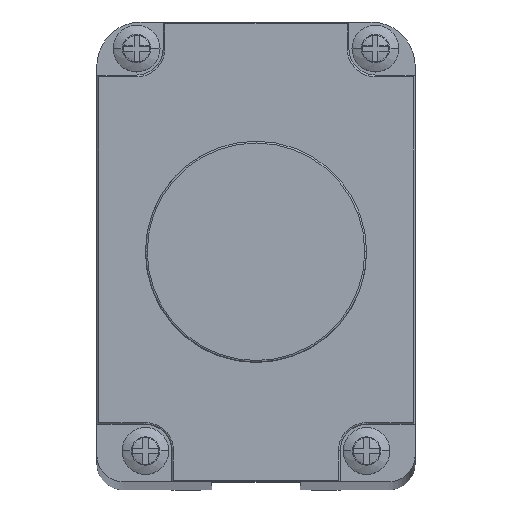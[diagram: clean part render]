
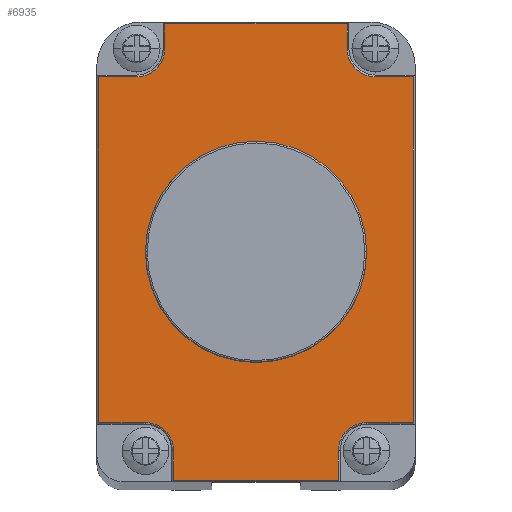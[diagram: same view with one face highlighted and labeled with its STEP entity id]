
A CAD part, top view. The second image highlights one B-rep face of the part: STEP entity #6935.
In plain terms, the highlighted planar face has unit normal (0, 0, 1).
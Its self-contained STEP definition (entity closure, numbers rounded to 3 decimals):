
#867=CARTESIAN_POINT('',(-8.22,49.3,-12.));
#868=DIRECTION('',(0.,0.,1.));
#869=DIRECTION('',(-1.,0.,0.));
#870=AXIS2_PLACEMENT_3D('',#867,#868,#869);
#872=CARTESIAN_POINT('',(-9.22,3.8,-12.));
#873=DIRECTION('',(0.,0.,1.));
#874=DIRECTION('',(0.,1.,0.));
#875=AXIS2_PLACEMENT_3D('',#872,#873,#874);
#877=CARTESIAN_POINT('',(-34.22,3.8,-12.));
#878=DIRECTION('',(0.,0.,1.));
#879=DIRECTION('',(1.,0.,0.));
#880=AXIS2_PLACEMENT_3D('',#877,#878,#879);
#882=CARTESIAN_POINT('',(-35.22,49.3,-12.));
#883=DIRECTION('',(0.,0.,1.));
#884=DIRECTION('',(0.,-1.,0.));
#885=AXIS2_PLACEMENT_3D('',#882,#883,#884);
#887=CARTESIAN_POINT('',(-21.72,26.3,-12.));
#888=DIRECTION('',(0.,0.,1.));
#889=DIRECTION('',(1.,0.,0.));
#890=AXIS2_PLACEMENT_3D('',#887,#888,#889);
#892=CARTESIAN_POINT('',(-21.72,26.3,-12.));
#893=DIRECTION('',(0.,0.,1.));
#894=DIRECTION('',(-1.,0.,0.));
#895=AXIS2_PLACEMENT_3D('',#892,#893,#894);
#901=DIRECTION('',(0.,1.,0.));
#902=VECTOR('',#901,2.8);
#903=CARTESIAN_POINT('',(-11.42,49.3,-12.));
#904=LINE('',#903,#902);
#956=DIRECTION('',(-1.,0.,0.));
#957=VECTOR('',#956,4.3);
#958=CARTESIAN_POINT('',(-3.92,46.1,-12.));
#959=LINE('',#958,#957);
#986=DIRECTION('',(0.,1.,0.));
#987=VECTOR('',#986,39.1);
#988=CARTESIAN_POINT('',(-3.92,7.,-12.));
#989=LINE('',#988,#987);
#994=DIRECTION('',(1.,0.,0.));
#995=VECTOR('',#994,5.3);
#996=CARTESIAN_POINT('',(-9.22,7.,-12.));
#997=LINE('',#996,#995);
#1049=DIRECTION('',(0.,1.,0.));
#1050=VECTOR('',#1049,3.3);
#1051=CARTESIAN_POINT('',(-12.42,0.5,-12.));
#1052=LINE('',#1051,#1050);
#1079=DIRECTION('',(1.,0.,0.));
#1080=VECTOR('',#1079,18.6);
#1081=CARTESIAN_POINT('',(-31.02,0.5,-12.));
#1082=LINE('',#1081,#1080);
#1087=DIRECTION('',(0.,-1.,0.));
#1088=VECTOR('',#1087,3.3);
#1089=CARTESIAN_POINT('',(-31.02,3.8,-12.));
#1090=LINE('',#1089,#1088);
#1142=DIRECTION('',(1.,0.,0.));
#1143=VECTOR('',#1142,5.3);
#1144=CARTESIAN_POINT('',(-39.52,7.,-12.));
#1145=LINE('',#1144,#1143);
#1172=DIRECTION('',(0.,-1.,0.));
#1173=VECTOR('',#1172,39.1);
#1174=CARTESIAN_POINT('',(-39.52,46.1,-12.));
#1175=LINE('',#1174,#1173);
#1180=DIRECTION('',(-1.,0.,0.));
#1181=VECTOR('',#1180,4.3);
#1182=CARTESIAN_POINT('',(-35.22,46.1,-12.));
#1183=LINE('',#1182,#1181);
#1785=DIRECTION('',(-1.,0.,0.));
#1786=VECTOR('',#1785,20.6);
#1787=CARTESIAN_POINT('',(-11.42,52.1,-12.));
#1788=LINE('',#1787,#1786);
#1789=DIRECTION('',(0.,-1.,0.));
#1790=VECTOR('',#1789,2.8);
#1791=CARTESIAN_POINT('',(-32.02,52.1,-12.));
#1792=LINE('',#1791,#1790);
#5143=CARTESIAN_POINT('',(-31.02,3.8,-12.));
#5144=CARTESIAN_POINT('',(-34.22,7.,-12.));
#5145=VERTEX_POINT('',#5143);
#5146=VERTEX_POINT('',#5144);
#5147=CARTESIAN_POINT('',(-11.42,49.3,-12.));
#5148=CARTESIAN_POINT('',(-11.42,52.1,-12.));
#5149=VERTEX_POINT('',#5147);
#5150=VERTEX_POINT('',#5148);
#5151=CARTESIAN_POINT('',(-8.22,46.1,-12.));
#5152=VERTEX_POINT('',#5151);
#5153=CARTESIAN_POINT('',(-3.92,46.1,-12.));
#5154=VERTEX_POINT('',#5153);
#5155=CARTESIAN_POINT('',(-3.92,7.,-12.));
#5156=VERTEX_POINT('',#5155);
#5157=CARTESIAN_POINT('',(-9.22,7.,-12.));
#5158=VERTEX_POINT('',#5157);
#5159=CARTESIAN_POINT('',(-12.42,3.8,-12.));
#5160=VERTEX_POINT('',#5159);
#5161=CARTESIAN_POINT('',(-12.42,0.5,-12.));
#5162=VERTEX_POINT('',#5161);
#5163=CARTESIAN_POINT('',(-31.02,0.5,-12.));
#5164=VERTEX_POINT('',#5163);
#5165=CARTESIAN_POINT('',(-39.52,7.,-12.));
#5166=VERTEX_POINT('',#5165);
#5167=CARTESIAN_POINT('',(-39.52,46.1,-12.));
#5168=VERTEX_POINT('',#5167);
#5169=CARTESIAN_POINT('',(-35.22,46.1,-12.));
#5170=VERTEX_POINT('',#5169);
#5171=CARTESIAN_POINT('',(-32.02,49.3,-12.));
#5172=VERTEX_POINT('',#5171);
#5173=CARTESIAN_POINT('',(-32.02,52.1,-12.));
#5174=VERTEX_POINT('',#5173);
#5175=CARTESIAN_POINT('',(-9.22,26.3,-12.));
#5176=CARTESIAN_POINT('',(-34.22,26.3,-12.));
#5177=VERTEX_POINT('',#5175);
#5178=VERTEX_POINT('',#5176);
#6891=CARTESIAN_POINT('',(-21.72,26.3,-12.));
#6892=DIRECTION('',(0.,0.,1.));
#6893=DIRECTION('',(1.,0.,0.));
#6894=AXIS2_PLACEMENT_3D('',#6891,#6892,#6893);
#6895=PLANE('',#6894);
#6897=ORIENTED_EDGE('',*,*,#6896,.F.);
#6899=ORIENTED_EDGE('',*,*,#6898,.T.);
#6901=ORIENTED_EDGE('',*,*,#6900,.F.);
#6903=ORIENTED_EDGE('',*,*,#6902,.F.);
#6905=ORIENTED_EDGE('',*,*,#6904,.F.);
#6907=ORIENTED_EDGE('',*,*,#6906,.T.);
#6909=ORIENTED_EDGE('',*,*,#6908,.F.);
#6911=ORIENTED_EDGE('',*,*,#6910,.F.);
#6913=ORIENTED_EDGE('',*,*,#6912,.F.);
#6915=ORIENTED_EDGE('',*,*,#6914,.T.);
#6917=ORIENTED_EDGE('',*,*,#6916,.F.);
#6919=ORIENTED_EDGE('',*,*,#6918,.F.);
#6921=ORIENTED_EDGE('',*,*,#6920,.F.);
#6922=ORIENTED_EDGE('',*,*,#6881,.T.);
#6924=ORIENTED_EDGE('',*,*,#6923,.F.);
#6926=ORIENTED_EDGE('',*,*,#6925,.F.);
#6927=EDGE_LOOP('',(#6897,#6899,#6901,#6903,#6905,#6907,#6909,#6911,#6913,#6915,
#6917,#6919,#6921,#6922,#6924,#6926));
#6928=FACE_OUTER_BOUND('',#6927,.F.);
#6930=ORIENTED_EDGE('',*,*,#6929,.T.);
#6932=ORIENTED_EDGE('',*,*,#6931,.T.);
#6933=EDGE_LOOP('',(#6930,#6932));
#6934=FACE_BOUND('',#6933,.F.);
#6935=ADVANCED_FACE('',(#6928,#6934),#6895,.T.);
#871=CIRCLE('',#870,3.2);
#876=CIRCLE('',#875,3.2);
#881=CIRCLE('',#880,3.2);
#886=CIRCLE('',#885,3.2);
#891=CIRCLE('',#890,12.5);
#896=CIRCLE('',#895,12.5);
#6881=EDGE_CURVE('',#5170,#5172,#886,.T.);
#6896=EDGE_CURVE('',#5149,#5150,#904,.T.);
#6898=EDGE_CURVE('',#5149,#5152,#871,.T.);
#6900=EDGE_CURVE('',#5154,#5152,#959,.T.);
#6902=EDGE_CURVE('',#5156,#5154,#989,.T.);
#6904=EDGE_CURVE('',#5158,#5156,#997,.T.);
#6906=EDGE_CURVE('',#5158,#5160,#876,.T.);
#6908=EDGE_CURVE('',#5162,#5160,#1052,.T.);
#6910=EDGE_CURVE('',#5164,#5162,#1082,.T.);
#6912=EDGE_CURVE('',#5145,#5164,#1090,.T.);
#6914=EDGE_CURVE('',#5145,#5146,#881,.T.);
#6916=EDGE_CURVE('',#5166,#5146,#1145,.T.);
#6918=EDGE_CURVE('',#5168,#5166,#1175,.T.);
#6920=EDGE_CURVE('',#5170,#5168,#1183,.T.);
#6923=EDGE_CURVE('',#5174,#5172,#1792,.T.);
#6925=EDGE_CURVE('',#5150,#5174,#1788,.T.);
#6929=EDGE_CURVE('',#5177,#5178,#891,.T.);
#6931=EDGE_CURVE('',#5178,#5177,#896,.T.);
